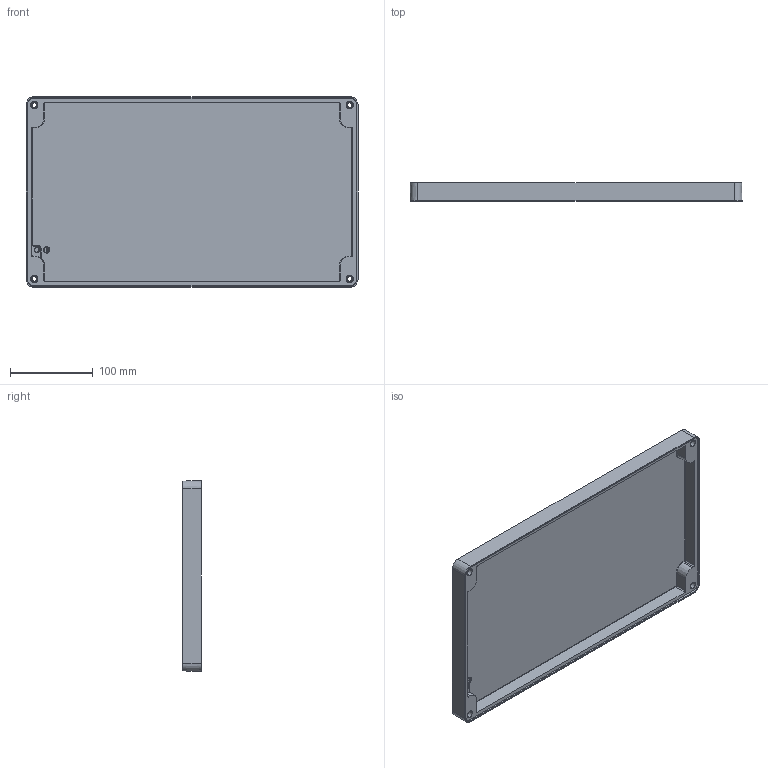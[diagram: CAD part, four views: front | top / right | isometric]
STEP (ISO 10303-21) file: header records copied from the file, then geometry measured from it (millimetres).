
FILE_DESCRIPTION(/* description */ (''),/* implementation_level */ '2;1');
FILE_NAME(/* name */ 'FIBOX_ALN234002C',/* time_stamp */ '2009-11-19T13:23:07+08:00',/* author */ (''),/* organization */ (''),/* preprocessor_version */ 'ST-DEVELOPER v9',/* originating_system */ 'UGS - NX 4.0',/* authorisation */ '');
FILE_SCHEMA (('CONFIG_CONTROL_DESIGN'));
Length unit declared in the file: millimetre
Products named in the file (1): fxhoE5D6cc5t
Bounding box: 400.95 x 21.8 x 229.95 mm (x, y, z)
Volume: 522675 mm3; surface area: 233937.5 mm2
Topology: 1 solids, 1 shells, 189 faces, 449 edges, 283 vertices
Faces by surface type: plane 56, cylinder 52, torus 39, cone 38, sphere 2, bspline 2
Entity records: 5919 total; most frequent: CARTESIAN_POINT 1284, DIRECTION 1043, ORIENTED_EDGE 896, EDGE_CURVE 448, AXIS2_PLACEMENT_3D 432, VERTEX_POINT 283, CIRCLE 244, EDGE_LOOP 219
